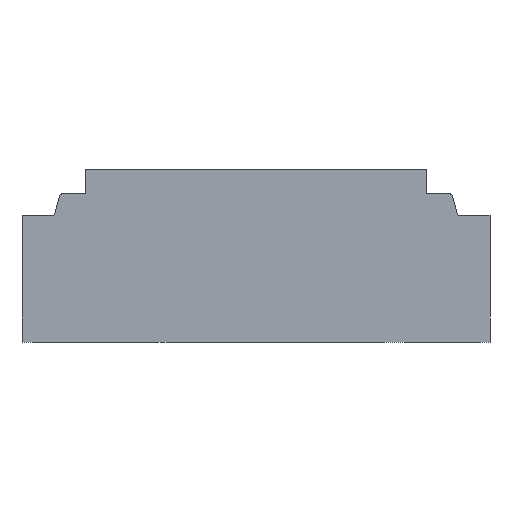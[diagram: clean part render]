
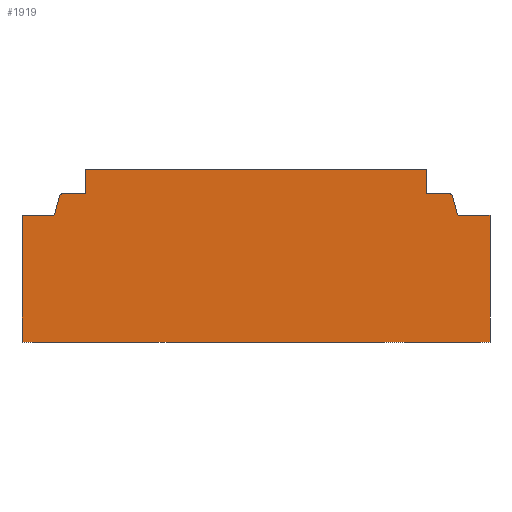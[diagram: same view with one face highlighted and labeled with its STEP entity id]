
A CAD part, left-side view. The second image highlights one B-rep face of the part: STEP entity #1919.
In plain terms, the highlighted planar face has unit normal (-1, 0, 0).
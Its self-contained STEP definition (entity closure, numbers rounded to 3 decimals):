
#1919=ADVANCED_FACE('',(#4531),#4532,.T.);
#4531=FACE_OUTER_BOUND('',#14845,.T.);
#4532=PLANE('',#14846);
#14845=EDGE_LOOP('',(#28001,#28002,#28003,#28004,#28005,#28006,#28007,#28008,#28009,#28010,#28011,#28012,#28013,#28014,#28015,#28016));
#14846=AXIS2_PLACEMENT_3D('',#28017,#28018,#28019);
#28001=ORIENTED_EDGE('',*,*,#35485,.F.);
#28002=ORIENTED_EDGE('',*,*,#35524,.T.);
#28003=ORIENTED_EDGE('',*,*,#35074,.T.);
#28004=ORIENTED_EDGE('',*,*,#35538,.T.);
#28005=ORIENTED_EDGE('',*,*,#35539,.T.);
#28006=ORIENTED_EDGE('',*,*,#35540,.F.);
#28007=ORIENTED_EDGE('',*,*,#35541,.T.);
#28008=ORIENTED_EDGE('',*,*,#35542,.T.);
#28009=ORIENTED_EDGE('',*,*,#35543,.T.);
#28010=ORIENTED_EDGE('',*,*,#35544,.T.);
#28011=ORIENTED_EDGE('',*,*,#35415,.T.);
#28012=ORIENTED_EDGE('',*,*,#35420,.T.);
#28013=ORIENTED_EDGE('',*,*,#35472,.F.);
#28014=ORIENTED_EDGE('',*,*,#35061,.F.);
#28015=ORIENTED_EDGE('',*,*,#35051,.T.);
#28016=ORIENTED_EDGE('',*,*,#35058,.T.);
#28017=CARTESIAN_POINT('',(-45.0,55.0,-35.0));
#28018=DIRECTION('',(-1.0,0.,0.0));
#28019=DIRECTION('',(0.,1.0,0.0));
#35051=EDGE_CURVE('',#39400,#39398,#39401,.T.);
#35058=EDGE_CURVE('',#39398,#39410,#39412,.T.);
#35061=EDGE_CURVE('',#39400,#39415,#39416,.T.);
#35074=EDGE_CURVE('',#39437,#39435,#39438,.T.);
#35415=EDGE_CURVE('',#39947,#39945,#39948,.T.);
#35420=EDGE_CURVE('',#39945,#39953,#39955,.F.);
#35472=EDGE_CURVE('',#39415,#39953,#40035,.T.);
#35485=EDGE_CURVE('',#40056,#39410,#40058,.T.);
#35524=EDGE_CURVE('',#40056,#39437,#40118,.F.);
#35538=EDGE_CURVE('',#39435,#40137,#40138,.F.);
#35539=EDGE_CURVE('',#40137,#40139,#40140,.T.);
#35540=EDGE_CURVE('',#40141,#40139,#40142,.T.);
#35541=EDGE_CURVE('',#40141,#40143,#40144,.T.);
#35542=EDGE_CURVE('',#40143,#40145,#40146,.T.);
#35543=EDGE_CURVE('',#40145,#40147,#40148,.T.);
#35544=EDGE_CURVE('',#40147,#39947,#40149,.F.);
#39398=VERTEX_POINT('',#46419);
#39400=VERTEX_POINT('',#46422);
#39401=LINE('',#46423,#46424);
#39410=VERTEX_POINT('',#46436);
#39412=LINE('',#46439,#46440);
#39415=VERTEX_POINT('',#46444);
#39416=LINE('',#46445,#46446);
#39435=VERTEX_POINT('',#46471);
#39437=VERTEX_POINT('',#46474);
#39438=LINE('',#46475,#46476);
#39945=VERTEX_POINT('',#47732);
#39947=VERTEX_POINT('',#47735);
#39948=LINE('',#47736,#47737);
#39953=VERTEX_POINT('',#47743);
#39955=LINE('',#47746,#47747);
#40035=LINE('',#47874,#47875);
#40056=VERTEX_POINT('',#47911);
#40058=LINE('',#47914,#47915);
#40118=LINE('',#48001,#48002);
#40137=VERTEX_POINT('',#48026);
#40138=CIRCLE('',#48027,0.5);
#40139=VERTEX_POINT('',#48028);
#40140=LINE('',#48029,#48030);
#40141=VERTEX_POINT('',#48031);
#40142=LINE('',#48032,#48033);
#40143=VERTEX_POINT('',#48034);
#40144=LINE('',#48035,#48036);
#40145=VERTEX_POINT('',#48037);
#40146=LINE('',#48038,#48039);
#40147=VERTEX_POINT('',#48040);
#40148=LINE('',#48041,#48042);
#40149=CIRCLE('',#48043,0.5);
#46419=CARTESIAN_POINT('',(-45.0,40.0,5.5));
#46422=CARTESIAN_POINT('',(-45.0,-40.0,5.5));
#46423=CARTESIAN_POINT('',(-45.0,-40.0,5.5));
#46424=VECTOR('',#54911,1.0);
#46436=CARTESIAN_POINT('',(-45.0,40.0,0.0));
#46439=CARTESIAN_POINT('',(-45.0,40.0,5.5));
#46440=VECTOR('',#54919,1.0);
#46444=CARTESIAN_POINT('',(-45.0,-40.0,0.0));
#46445=CARTESIAN_POINT('',(-45.0,-40.0,5.5));
#46446=VECTOR('',#54921,1.0);
#46471=CARTESIAN_POINT('',(-45.0,47.294,-4.829));
#46474=CARTESIAN_POINT('',(-45.0,46.129,-0.483));
#46475=CARTESIAN_POINT('',(-45.0,55.353,-34.905));
#46476=VECTOR('',#54938,1.0);
#47732=CARTESIAN_POINT('',(-45.0,-46.129,-0.483));
#47735=CARTESIAN_POINT('',(-45.0,-47.294,-4.829));
#47736=CARTESIAN_POINT('',(-45.0,-47.984,-7.405));
#47737=VECTOR('',#55273,1.0);
#47743=CARTESIAN_POINT('',(-45.0,-45.5,0.0));
#47746=CARTESIAN_POINT('',(-45.0,0.852,35.567));
#47747=VECTOR('',#55279,1.0);
#47874=CARTESIAN_POINT('',(-45.0,55.0,0.0));
#47875=VECTOR('',#55344,1.0);
#47911=CARTESIAN_POINT('',(-45.0,45.5,0.));
#47914=CARTESIAN_POINT('',(-45.0,55.0,0.0));
#47915=VECTOR('',#55363,1.0);
#48001=CARTESIAN_POINT('',(-45.0,68.383,-17.559));
#48002=VECTOR('',#55414,1.0);
#48026=CARTESIAN_POINT('',(-45.0,47.777,-5.2));
#48027=AXIS2_PLACEMENT_3D('',#55429,#55430,#55431);
#48028=CARTESIAN_POINT('',(-45.0,55.0,-5.2));
#48029=CARTESIAN_POINT('',(-45.0,55.0,-5.2));
#48030=VECTOR('',#55432,1.0);
#48031=CARTESIAN_POINT('',(-45.0,55.0,-35.0));
#48032=CARTESIAN_POINT('',(-45.0,55.0,-35.0));
#48033=VECTOR('',#55433,1.0);
#48034=CARTESIAN_POINT('',(-45.0,-55.0,-35.0));
#48035=CARTESIAN_POINT('',(-45.0,55.0,-35.0));
#48036=VECTOR('',#55434,1.0);
#48037=CARTESIAN_POINT('',(-45.0,-55.0,-5.2));
#48038=CARTESIAN_POINT('',(-45.0,-55.0,-35.0));
#48039=VECTOR('',#55435,1.0);
#48040=CARTESIAN_POINT('',(-45.0,-47.777,-5.2));
#48041=CARTESIAN_POINT('',(-45.0,55.0,-5.2));
#48042=VECTOR('',#55436,1.0);
#48043=AXIS2_PLACEMENT_3D('',#55437,#55438,#55439);
#54911=DIRECTION('',(0.,1.0,0.0));
#54919=DIRECTION('',(0.0,0.0,-1.0));
#54921=DIRECTION('',(0.0,0.0,-1.0));
#54938=DIRECTION('',(0.,0.259,-0.966));
#55273=DIRECTION('',(0.,0.259,0.966));
#55279=DIRECTION('',(0.,-0.793,-0.609));
#55344=DIRECTION('',(0.,-1.0,0.0));
#55363=DIRECTION('',(0.,-1.0,0.0));
#55414=DIRECTION('',(0.,-0.793,0.609));
#55429=CARTESIAN_POINT('',(-45.0,47.777,-4.7));
#55430=DIRECTION('',(-1.0,0.,0.0));
#55431=DIRECTION('',(0.0,0.0,1.0));
#55432=DIRECTION('',(0.,1.0,0.0));
#55433=DIRECTION('',(0.0,0.0,1.0));
#55434=DIRECTION('',(0.,-1.0,0.0));
#55435=DIRECTION('',(0.0,0.0,1.0));
#55436=DIRECTION('',(0.,1.0,0.0));
#55437=CARTESIAN_POINT('',(-45.0,-47.777,-4.7));
#55438=DIRECTION('',(-1.0,0.,0.0));
#55439=DIRECTION('',(0.0,0.0,1.0));
